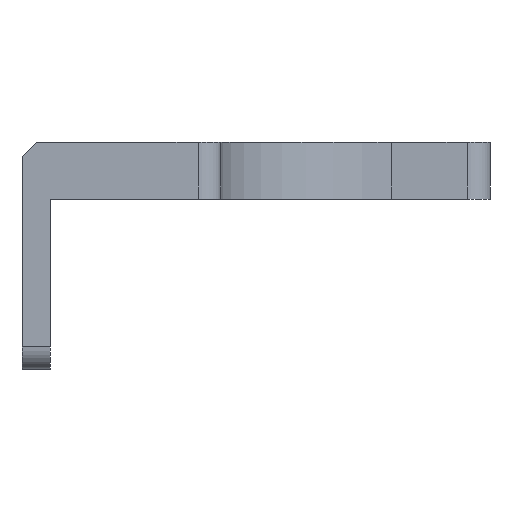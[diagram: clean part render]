
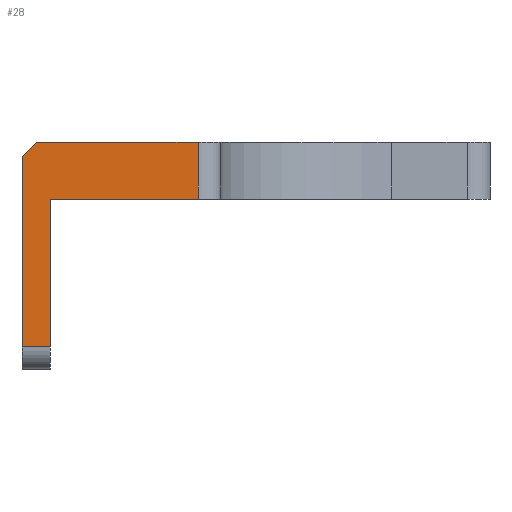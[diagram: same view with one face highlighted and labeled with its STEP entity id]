
A CAD part, left-side view. The second image highlights one B-rep face of the part: STEP entity #28.
In plain terms, the highlighted planar face has unit normal (-1, 0, 0).
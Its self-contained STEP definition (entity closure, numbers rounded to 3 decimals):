
#22 = VECTOR ( 'NONE', #707, 1000. ) ;
#28 = ADVANCED_FACE ( 'NONE', ( #1547 ), #1535, .T. ) ;
#61 = LINE ( 'NONE', #1117, #1135 ) ;
#91 = CARTESIAN_POINT ( 'NONE',  ( -159.225, 68.125, 18.604 ) ) ;
#140 = CARTESIAN_POINT ( 'NONE',  ( -159.225, 61.225, 10.104 ) ) ;
#215 = CARTESIAN_POINT ( 'NONE',  ( -159.225, 59.625, 14.104 ) ) ;
#257 = VECTOR ( 'NONE', #1444, 1000. ) ;
#323 = VERTEX_POINT ( 'NONE', #1129 ) ;
#335 = CARTESIAN_POINT ( 'NONE',  ( -159.225, 71.625, 10.104 ) ) ;
#358 = CARTESIAN_POINT ( 'NONE',  ( -159.225, 72.625, 14.104 ) ) ;
#370 = EDGE_CURVE ( 'NONE', #1521, #800, #1290, .T. ) ;
#385 = VERTEX_POINT ( 'NONE', #430 ) ;
#430 = CARTESIAN_POINT ( 'NONE',  ( -159.225, 71.625, 10.104 ) ) ;
#431 = DIRECTION ( 'NONE',  ( 0., -1., 0. ) ) ;
#435 = VECTOR ( 'NONE', #1150, 1000. ) ;
#437 = CARTESIAN_POINT ( 'NONE',  ( -159.225, 59.625, 10.104 ) ) ;
#458 = ORIENTED_EDGE ( 'NONE', *, *, #518, .T. ) ;
#467 = CARTESIAN_POINT ( 'NONE',  ( -159.225, 59.625, 10.104 ) ) ;
#517 = ORIENTED_EDGE ( 'NONE', *, *, #1488, .F. ) ;
#518 = EDGE_CURVE ( 'NONE', #980, #385, #1417, .T. ) ;
#535 = EDGE_CURVE ( 'NONE', #385, #702, #962, .T. ) ;
#540 = VERTEX_POINT ( 'NONE', #561 ) ;
#561 = CARTESIAN_POINT ( 'NONE',  ( -159.225, 61.225, 14.104 ) ) ;
#583 = CARTESIAN_POINT ( 'NONE',  ( -159.225, 73.625, 10.104 ) ) ;
#597 = CARTESIAN_POINT ( 'NONE',  ( -159.225, 71.625, -0.296 ) ) ;
#651 = VECTOR ( 'NONE', #431, 1000. ) ;
#678 = CARTESIAN_POINT ( 'NONE',  ( -159.225, 61.225, 10.104 ) ) ;
#684 = LINE ( 'NONE', #678, #1733 ) ;
#702 = VERTEX_POINT ( 'NONE', #140 ) ;
#707 = DIRECTION ( 'NONE',  ( 0., 0., 1. ) ) ;
#720 = LINE ( 'NONE', #215, #651 ) ;
#727 = DIRECTION ( 'NONE',  ( 0., -1., 0. ) ) ;
#759 = EDGE_CURVE ( 'NONE', #702, #540, #684, .T. ) ;
#800 = VERTEX_POINT ( 'NONE', #1461 ) ;
#831 = AXIS2_PLACEMENT_3D ( 'NONE', #467, #854, #838 ) ;
#838 = DIRECTION ( 'NONE',  ( 0., 0., 1. ) ) ;
#854 = DIRECTION ( 'NONE',  ( -1., 0., 0. ) ) ;
#868 = EDGE_LOOP ( 'NONE', ( #1593, #1124, #1342, #1606, #517, #1462, #458 ) ) ;
#939 = EDGE_CURVE ( 'NONE', #1521, #540, #720, .T. ) ;
#962 = LINE ( 'NONE', #437, #979 ) ;
#979 = VECTOR ( 'NONE', #1353, 1000. ) ;
#980 = VERTEX_POINT ( 'NONE', #597 ) ;
#988 = LINE ( 'NONE', #583, #257 ) ;
#1007 = EDGE_CURVE ( 'NONE', #323, #980, #61, .T. ) ;
#1087 = DIRECTION ( 'NONE',  ( 0., 0., 1. ) ) ;
#1117 = CARTESIAN_POINT ( 'NONE',  ( -159.225, 59.625, -0.296 ) ) ;
#1124 = ORIENTED_EDGE ( 'NONE', *, *, #759, .T. ) ;
#1129 = CARTESIAN_POINT ( 'NONE',  ( -159.225, 73.625, -0.296 ) ) ;
#1135 = VECTOR ( 'NONE', #727, 1000. ) ;
#1150 = DIRECTION ( 'NONE',  ( 0., 0.707, -0.707 ) ) ;
#1290 = LINE ( 'NONE', #91, #435 ) ;
#1342 = ORIENTED_EDGE ( 'NONE', *, *, #939, .F. ) ;
#1353 = DIRECTION ( 'NONE',  ( 0., -1., 0. ) ) ;
#1417 = LINE ( 'NONE', #335, #22 ) ;
#1444 = DIRECTION ( 'NONE',  ( 0., 0., 1. ) ) ;
#1461 = CARTESIAN_POINT ( 'NONE',  ( -159.225, 73.625, 13.104 ) ) ;
#1462 = ORIENTED_EDGE ( 'NONE', *, *, #1007, .T. ) ;
#1488 = EDGE_CURVE ( 'NONE', #323, #800, #988, .T. ) ;
#1521 = VERTEX_POINT ( 'NONE', #358 ) ;
#1535 = PLANE ( 'NONE',  #831 ) ;
#1547 = FACE_OUTER_BOUND ( 'NONE', #868, .T. ) ;
#1593 = ORIENTED_EDGE ( 'NONE', *, *, #535, .T. ) ;
#1606 = ORIENTED_EDGE ( 'NONE', *, *, #370, .T. ) ;
#1733 = VECTOR ( 'NONE', #1087, 1000. ) ;
